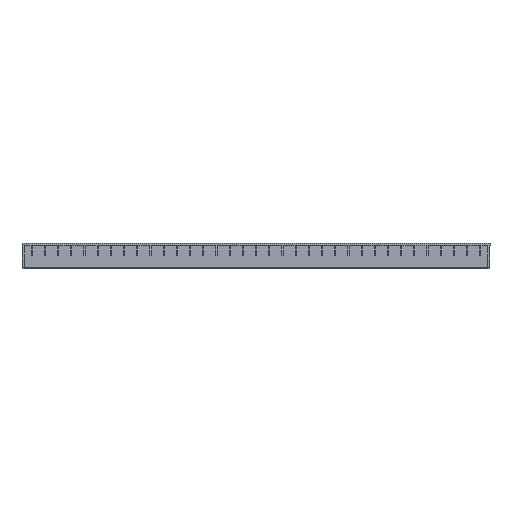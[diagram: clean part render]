
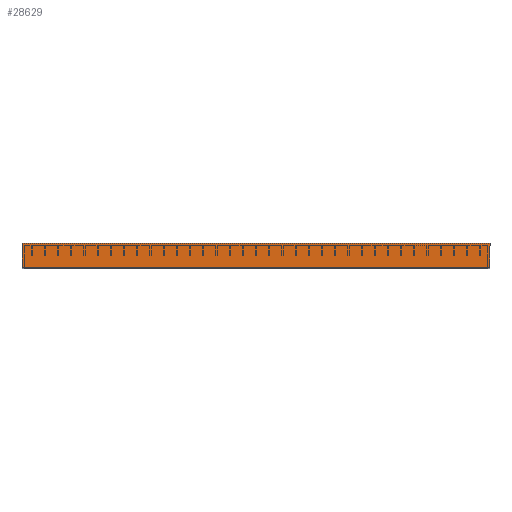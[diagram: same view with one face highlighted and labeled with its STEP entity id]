
A CAD part, top view. The second image highlights one B-rep face of the part: STEP entity #28629.
In plain terms, the highlighted planar face has unit normal (0, 0, 1).
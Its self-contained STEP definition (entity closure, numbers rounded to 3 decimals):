
#94 = VECTOR ( 'NONE', #45895, 1000. ) ;
#333 = CARTESIAN_POINT ( 'NONE',  ( 0., -10., 0. ) ) ;
#4500 = DIRECTION ( 'NONE',  ( 0., 1., 0. ) ) ;
#5199 = VERTEX_POINT ( 'NONE', #333 ) ;
#5304 = EDGE_CURVE ( 'NONE', #92794, #33692, #61272, .T. ) ;
#13641 = CARTESIAN_POINT ( 'NONE',  ( 0., -10., 0. ) ) ;
#13850 = EDGE_CURVE ( 'NONE', #33692, #5199, #94457, .T. ) ;
#21113 = CARTESIAN_POINT ( 'NONE',  ( 0., 10., 0. ) ) ;
#21409 = CARTESIAN_POINT ( 'NONE',  ( 0., 3.333, 0. ) ) ;
#21942 = VECTOR ( 'NONE', #74041, 1000. ) ;
#27965 = ORIENTED_EDGE ( 'NONE', *, *, #80819, .T. ) ;
#28629 = ADVANCED_FACE ( 'NONE', ( #46662 ), #49761, .F. ) ;
#31285 = LINE ( 'NONE', #38457, #94 ) ;
#31930 = CARTESIAN_POINT ( 'NONE',  ( 390., -10., 0. ) ) ;
#33692 = VERTEX_POINT ( 'NONE', #31930 ) ;
#37713 = VECTOR ( 'NONE', #38466, 1000. ) ;
#38457 = CARTESIAN_POINT ( 'NONE',  ( 390., 10., 0. ) ) ;
#38466 = DIRECTION ( 'NONE',  ( -1., 0., 0. ) ) ;
#38497 = B_SPLINE_CURVE_WITH_KNOTS ( 'NONE', 3,
 ( #13641, #50819, #21409, #21113 ),
 .UNSPECIFIED., .F., .F.,
 ( 4, 4 ),
 ( 0., 1. ),
 .UNSPECIFIED. ) ;
#42901 = EDGE_LOOP ( 'NONE', ( #27965, #73209, #52308, #58809 ) ) ;
#45895 = DIRECTION ( 'NONE',  ( -1., 0., 0. ) ) ;
#46662 = FACE_OUTER_BOUND ( 'NONE', #42901, .T. ) ;
#48735 = CARTESIAN_POINT ( 'NONE',  ( 390., 10., 0. ) ) ;
#49761 = PLANE ( 'NONE',  #80758 ) ;
#50819 = CARTESIAN_POINT ( 'NONE',  ( 0., -3.333, 0. ) ) ;
#51361 = VERTEX_POINT ( 'NONE', #83605 ) ;
#52308 = ORIENTED_EDGE ( 'NONE', *, *, #13850, .F. ) ;
#58809 = ORIENTED_EDGE ( 'NONE', *, *, #5304, .F. ) ;
#61272 = LINE ( 'NONE', #89251, #21942 ) ;
#64363 = CARTESIAN_POINT ( 'NONE',  ( 390., 10., 0. ) ) ;
#73209 = ORIENTED_EDGE ( 'NONE', *, *, #78432, .F. ) ;
#74041 = DIRECTION ( 'NONE',  ( 0., -1., 0. ) ) ;
#75995 = CARTESIAN_POINT ( 'NONE',  ( 390., -10., 0. ) ) ;
#78432 = EDGE_CURVE ( 'NONE', #5199, #51361, #38497, .T. ) ;
#80758 = AXIS2_PLACEMENT_3D ( 'NONE', #64363, #93457, #4500 ) ;
#80819 = EDGE_CURVE ( 'NONE', #92794, #51361, #31285, .T. ) ;
#83605 = CARTESIAN_POINT ( 'NONE',  ( 0., 10., 0. ) ) ;
#89251 = CARTESIAN_POINT ( 'NONE',  ( 390., 10., 0. ) ) ;
#92794 = VERTEX_POINT ( 'NONE', #48735 ) ;
#93457 = DIRECTION ( 'NONE',  ( 0., 0., -1. ) ) ;
#94457 = LINE ( 'NONE', #75995, #37713 ) ;
